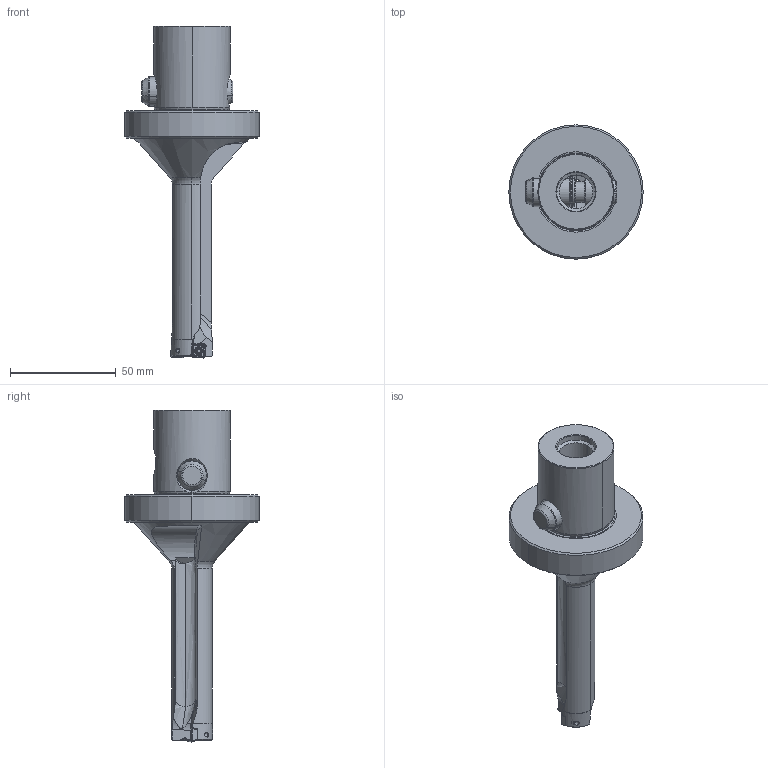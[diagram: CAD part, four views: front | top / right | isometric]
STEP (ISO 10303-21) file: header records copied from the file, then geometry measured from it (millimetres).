
FILE_DESCRIPTION(('no description'),'unknown implementation level');
FILE_NAME('EF61400E-74E4-4DB0-8E88-4E1DFB88ACFC_export.stp',' ',('CIMSOURCE GmbH'),('CADClick - KiM GmbH - www.kimweb.de'),'unknown preprocess','ACIS','unknown authorization');
FILE_SCHEMA(('automotive_design'));
Length unit declared in the file: millimetre
Products named in the file (9): 337.420 Kaiser WB 20-80 X CKS6|694.123 Kaiser ETL M2,5 X 5,8 T7 IP 10S_Standard;NONE; 337.420 Kaiser WB 20-80 X CKS6|337.420 Kaiser WB 20-80 X CKS6_437.420-4;NONE; 337.420 Kaiser WB 20-80 X CKS6|337.420 Kaiser WB 20-80 X CKS6_437.420-3;NONE; 337.420 Kaiser WB 20-80 X CKS6|337.420 Kaiser WB 20-80 X CKS6_437.420-2;NONE; 337.420 Kaiser WB 20-80 X CKS6|337.420 Kaiser WB 20-80 X CKS6_437.420-1;NONE; 337.420 Kaiser WB 20-80 X CKS6|337.420 Kaiser WB 20-80 X CKS6_437.420;NONE; 337.420 Kaiser WB 20-80 X CKS6|691.506 Kaiser ETL D14 X 43K_Standard|691.526 Mitnehmerbolzen_Standard;NONE; 337.420 Kaiser WB 20-80 X CKS6|691.506 Kaiser ETL D14 X 43K_Standard|693.305 Sprengring_Standard;NONE
Bounding box: 63.5 x 63.5 x 157 mm (x, y, z)
Volume: 103719.6 mm3; surface area: 27563.3 mm2
Topology: 9 solids, 9 shells, 514 faces, 1289 edges, 794 vertices
Faces by surface type: cylinder 212, plane 167, cone 62, torus 61, bspline 12
Entity records: 32528 total; most frequent: CARTESIAN_POINT 5925, STYLED_ITEM 2604, PRESENTATION_STYLE_ASSIGNMENT 2604, COLOUR_RGB 2604, ORIENTED_EDGE 2574, DIRECTION 2466, EDGE_CURVE 1287, CURVE_STYLE 1287
